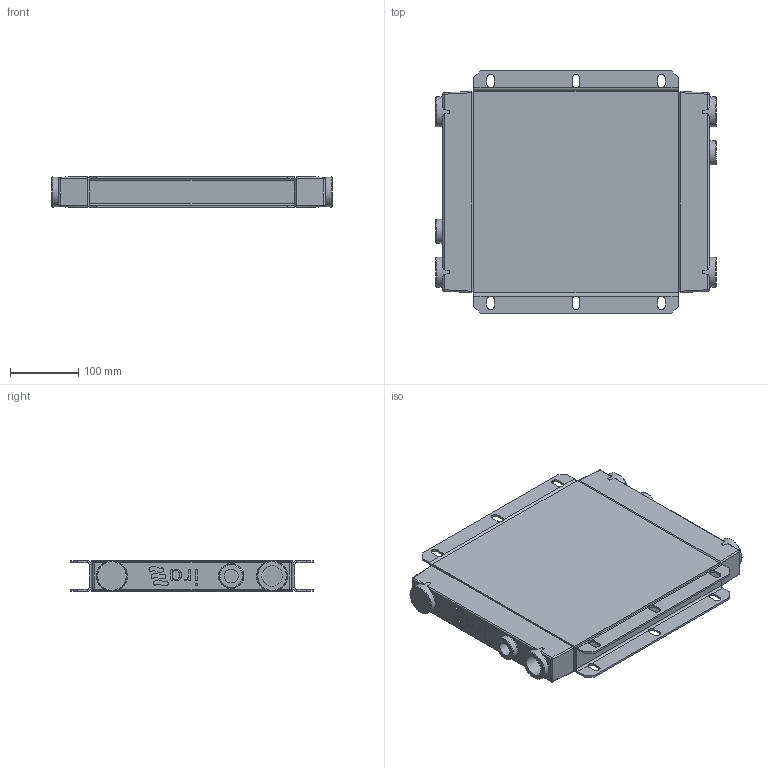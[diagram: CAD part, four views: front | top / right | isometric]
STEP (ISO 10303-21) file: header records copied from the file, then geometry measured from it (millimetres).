
FILE_DESCRIPTION(/* description */ (''),/* implementation_level */ '2;1');
FILE_NAME(/* name */ 'RAL302F20.stp',/* time_stamp */ '2025-06-11T14:21:46+02:00',/* author */ ('Davide'),/* organization */ (''),/* preprocessor_version */ 'ST-DEVELOPER v20',/* originating_system */ 'Autodesk Inventor 2025',/* authorisation */ '');
FILE_SCHEMA (('AUTOMOTIVE_DESIGN { 1 0 10303 214 3 1 1 }'));
Length unit declared in the file: millimetre
Products named in the file (5): RAL302-F20; MASSA RAL303; FIANCO RAL303; VPS RAL302-A; VPS RAL302-B
Assembly tree (5 placements, depth 2):
  RAL302-F20
    MASSA RAL303
    FIANCO RAL303  x2
    VPS RAL302-A
    VPS RAL302-B
Bounding box: 410 x 355 x 45 mm (x, y, z)
Volume: 4726165.6 mm3; surface area: 508221.3 mm2
Topology: 5 solids, 5 shells, 657 faces, 1757 edges, 1080 vertices
Faces by surface type: bspline 286, plane 184, cylinder 127, torus 44, sphere 16
Full cylindrical faces by diameter (mm): 3.454 x2, 20.376 x1, 30.291 x2, 35 x2, 44 x4
Entity records: 24697 total; most frequent: CARTESIAN_POINT 11214, ORIENTED_EDGE 3138, DIRECTION 2187, EDGE_CURVE 1569, VERTEX_POINT 976, AXIS2_PLACEMENT_3D 799, EDGE_LOOP 631, FACE_OUTER_BOUND 607
